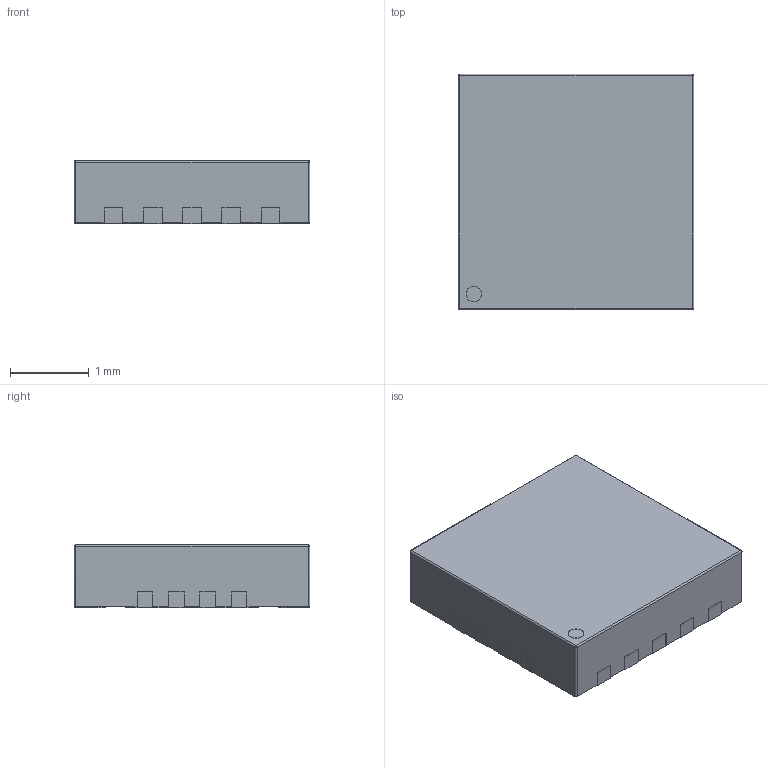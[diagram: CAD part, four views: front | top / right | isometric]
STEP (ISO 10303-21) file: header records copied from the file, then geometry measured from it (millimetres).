
FILE_DESCRIPTION (( 'STEP AP214' ), '1' );
FILE_NAME ('User Library-SON10_3x3x0.8mm.STEP', '2020-07-03T20:01:15', ( '' ), ( '' ), 'SwSTEP 2.0', 'SolidWorks 2020', '' );
FILE_SCHEMA (( 'AUTOMOTIVE_DESIGN' ));
Length unit declared in the file: millimetre
Products named in the file (1): User Library-SON10_3x3x0.8mm
Bounding box: 3 x 3 x 0.81 mm (x, y, z)
Volume: 7.2 mm3; surface area: 27.6 mm2
Topology: 1 solids, 1 shells, 137 faces, 402 edges, 260 vertices
Faces by surface type: plane 109, cylinder 20, bspline 8
Entity records: 6069 total; most frequent: CARTESIAN_POINT 912, ORIENTED_EDGE 788, DIRECTION 710, EDGE_CURVE 394, VECTOR 338, LINE 338, VERTEX_POINT 260, AXIS2_PLACEMENT_3D 186
